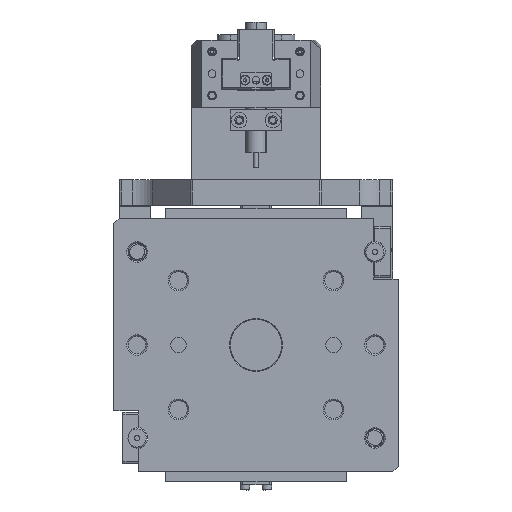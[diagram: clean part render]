
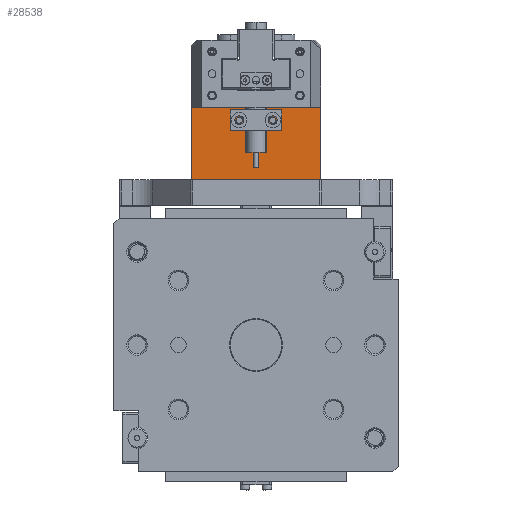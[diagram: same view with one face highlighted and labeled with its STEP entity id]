
A CAD part, front view. The second image highlights one B-rep face of the part: STEP entity #28538.
In plain terms, the highlighted face is planar.
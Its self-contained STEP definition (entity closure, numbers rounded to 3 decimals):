
#418 = AXIS2_PLACEMENT_3D ( 'NONE', #25140, #58239, #49316 ) ;
#618 = FACE_BOUND ( 'NONE', #42527, .T. ) ;
#1583 = DIRECTION ( 'NONE',  ( 0., 1., 0. ) ) ;
#1760 = EDGE_CURVE ( 'NONE', #21527, #18209, #32772, .T. ) ;
#2583 = LINE ( 'NONE', #8358, #32256 ) ;
#2702 = EDGE_CURVE ( 'NONE', #8801, #18209, #41525, .T. ) ;
#3726 = DIRECTION ( 'NONE',  ( -1., 0., 0. ) ) ;
#3736 = VECTOR ( 'NONE', #1583, 1000. ) ;
#4411 = CIRCLE ( 'NONE', #22973, 1.25 ) ;
#4837 = ORIENTED_EDGE ( 'NONE', *, *, #1760, .T. ) ;
#5033 = EDGE_CURVE ( 'NONE', #43227, #41080, #42028, .T. ) ;
#5132 = CARTESIAN_POINT ( 'NONE',  ( -33.185, 31.02, 127.161 ) ) ;
#8358 = CARTESIAN_POINT ( 'NONE',  ( -33.185, -18.98, 99.161 ) ) ;
#8801 = VERTEX_POINT ( 'NONE', #58775 ) ;
#10311 = CIRCLE ( 'NONE', #33248, 1.25 ) ;
#12130 = PLANE ( 'NONE',  #22575 ) ;
#12215 = EDGE_LOOP ( 'NONE', ( #40751, #12683 ) ) ;
#12683 = ORIENTED_EDGE ( 'NONE', *, *, #5033, .F. ) ;
#13644 = EDGE_LOOP ( 'NONE', ( #31225, #4837, #21805, #48949 ) ) ;
#14119 = CARTESIAN_POINT ( 'NONE',  ( -33.185, -0.48, 102.911 ) ) ;
#17480 = DIRECTION ( 'NONE',  ( 0., 0., 1. ) ) ;
#18209 = VERTEX_POINT ( 'NONE', #42981 ) ;
#18293 = CARTESIAN_POINT ( 'NONE',  ( -33.185, 12.52, 104.161 ) ) ;
#19912 = CARTESIAN_POINT ( 'NONE',  ( -33.185, -18.98, 127.161 ) ) ;
#20829 = EDGE_CURVE ( 'NONE', #57094, #8801, #2583, .T. ) ;
#20861 = CIRCLE ( 'NONE', #418, 1.25 ) ;
#21527 = VERTEX_POINT ( 'NONE', #5132 ) ;
#21805 = ORIENTED_EDGE ( 'NONE', *, *, #2702, .F. ) ;
#22205 = FACE_OUTER_BOUND ( 'NONE', #13644, .T. ) ;
#22575 = AXIS2_PLACEMENT_3D ( 'NONE', #45034, #58948, #49604 ) ;
#22973 = AXIS2_PLACEMENT_3D ( 'NONE', #52591, #38489, #56762 ) ;
#25140 = CARTESIAN_POINT ( 'NONE',  ( -33.185, -0.48, 104.161 ) ) ;
#25800 = DIRECTION ( 'NONE',  ( 0., 1., 0. ) ) ;
#25810 = AXIS2_PLACEMENT_3D ( 'NONE', #18293, #3726, #17480 ) ;
#26559 = VERTEX_POINT ( 'NONE', #53829 ) ;
#27108 = DIRECTION ( 'NONE',  ( 0., 0., 1. ) ) ;
#27508 = CARTESIAN_POINT ( 'NONE',  ( -33.185, -0.48, 104.161 ) ) ;
#28504 = ORIENTED_EDGE ( 'NONE', *, *, #40713, .F. ) ;
#28538 = ADVANCED_FACE ( 'NONE', ( #618, #55036, #22205 ), #12130, .F. ) ;
#29624 = CARTESIAN_POINT ( 'NONE',  ( -33.185, -18.98, 99.161 ) ) ;
#30747 = CARTESIAN_POINT ( 'NONE',  ( -33.185, 12.52, 105.411 ) ) ;
#30798 = CARTESIAN_POINT ( 'NONE',  ( -33.185, 12.52, 102.911 ) ) ;
#31225 = ORIENTED_EDGE ( 'NONE', *, *, #53191, .T. ) ;
#32256 = VECTOR ( 'NONE', #50203, 1000. ) ;
#32772 = LINE ( 'NONE', #43667, #46841 ) ;
#33248 = AXIS2_PLACEMENT_3D ( 'NONE', #27508, #42161, #27108 ) ;
#34359 = DIRECTION ( 'NONE',  ( 0., 0., -1. ) ) ;
#38489 = DIRECTION ( 'NONE',  ( -1., 0., 0. ) ) ;
#39573 = LINE ( 'NONE', #58696, #58853 ) ;
#40713 = EDGE_CURVE ( 'NONE', #49791, #26559, #10311, .T. ) ;
#40751 = ORIENTED_EDGE ( 'NONE', *, *, #61475, .F. ) ;
#41080 = VERTEX_POINT ( 'NONE', #30747 ) ;
#41525 = LINE ( 'NONE', #29624, #3736 ) ;
#42028 = CIRCLE ( 'NONE', #25810, 1.25 ) ;
#42161 = DIRECTION ( 'NONE',  ( -1., 0., 0. ) ) ;
#42527 = EDGE_LOOP ( 'NONE', ( #59785, #28504 ) ) ;
#42981 = CARTESIAN_POINT ( 'NONE',  ( -33.185, 31.02, 99.161 ) ) ;
#43227 = VERTEX_POINT ( 'NONE', #30798 ) ;
#43667 = CARTESIAN_POINT ( 'NONE',  ( -33.185, 31.02, 99.161 ) ) ;
#45034 = CARTESIAN_POINT ( 'NONE',  ( -33.185, -18.98, 99.161 ) ) ;
#46459 = EDGE_CURVE ( 'NONE', #26559, #49791, #20861, .T. ) ;
#46841 = VECTOR ( 'NONE', #34359, 1000. ) ;
#48949 = ORIENTED_EDGE ( 'NONE', *, *, #20829, .F. ) ;
#49316 = DIRECTION ( 'NONE',  ( 0., 0., 1. ) ) ;
#49604 = DIRECTION ( 'NONE',  ( 0., 0., -1. ) ) ;
#49791 = VERTEX_POINT ( 'NONE', #14119 ) ;
#50203 = DIRECTION ( 'NONE',  ( 0., 0., -1. ) ) ;
#52591 = CARTESIAN_POINT ( 'NONE',  ( -33.185, 12.52, 104.161 ) ) ;
#53191 = EDGE_CURVE ( 'NONE', #57094, #21527, #39573, .T. ) ;
#53829 = CARTESIAN_POINT ( 'NONE',  ( -33.185, -0.48, 105.411 ) ) ;
#55036 = FACE_BOUND ( 'NONE', #12215, .T. ) ;
#56762 = DIRECTION ( 'NONE',  ( 0., 0., 1. ) ) ;
#57094 = VERTEX_POINT ( 'NONE', #19912 ) ;
#58239 = DIRECTION ( 'NONE',  ( -1., 0., 0. ) ) ;
#58696 = CARTESIAN_POINT ( 'NONE',  ( -33.185, 6.02, 127.161 ) ) ;
#58775 = CARTESIAN_POINT ( 'NONE',  ( -33.185, -18.98, 99.161 ) ) ;
#58853 = VECTOR ( 'NONE', #25800, 1000. ) ;
#58948 = DIRECTION ( 'NONE',  ( 1., 0., 0. ) ) ;
#59785 = ORIENTED_EDGE ( 'NONE', *, *, #46459, .F. ) ;
#61475 = EDGE_CURVE ( 'NONE', #41080, #43227, #4411, .T. ) ;
